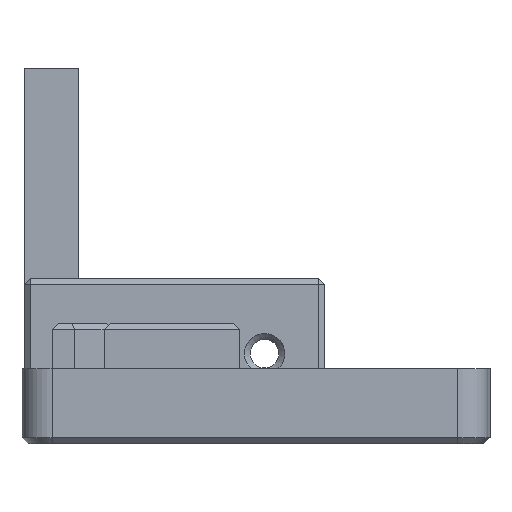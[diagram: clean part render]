
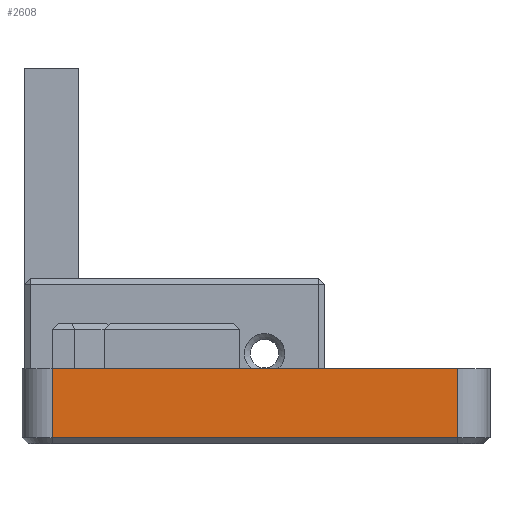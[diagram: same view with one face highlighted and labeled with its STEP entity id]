
A CAD part, front view. The second image highlights one B-rep face of the part: STEP entity #2608.
In plain terms, the highlighted planar face has unit normal (0, -1, 0).
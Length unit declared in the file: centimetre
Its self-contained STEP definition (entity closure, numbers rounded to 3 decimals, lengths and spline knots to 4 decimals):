
#58=PLANE($,#2785);
#202=FACE_OUTER_BOUND($,#360,.T.);
#360=EDGE_LOOP($,(#1882,#1883,#1884,#1885));
#586=LINE($,#3749,#922);
#590=LINE($,#3758,#926);
#591=LINE($,#3762,#927);
#592=LINE($,#3763,#928);
#922=VECTOR($,#3014,2.7);
#926=VECTOR($,#3022,0.46);
#927=VECTOR($,#3027,0.46);
#928=VECTOR($,#3028,2.7);
#1245=VERTEX_POINT($,#3706);
#1258=VERTEX_POINT($,#3743);
#1261=VERTEX_POINT($,#3757);
#1262=VERTEX_POINT($,#3761);
#1493=EDGE_CURVE($,#1245,#1258,#586,.T.);
#1497=EDGE_CURVE($,#1258,#1261,#590,.T.);
#1499=EDGE_CURVE($,#1262,#1245,#591,.T.);
#1500=EDGE_CURVE($,#1261,#1262,#592,.T.);
#1882=ORIENTED_EDGE($,*,*,#1493,.F.);
#1883=ORIENTED_EDGE($,*,*,#1499,.F.);
#1884=ORIENTED_EDGE($,*,*,#1500,.F.);
#1885=ORIENTED_EDGE($,*,*,#1497,.F.);
#2608=ADVANCED_FACE($,(#202),#58,.F.);
#2785=AXIS2_PLACEMENT_3D($,#3760,#3025,#3026);
#3014=DIRECTION($,(-1.,0.,0.));
#3022=DIRECTION($,(0.,0.,1.));
#3025=DIRECTION('center_axis',(0.,1.,0.));
#3026=DIRECTION('ref_axis',(0.,0.,1.));
#3027=DIRECTION($,(0.,0.,-1.));
#3028=DIRECTION($,(1.,0.,0.));
#3706=CARTESIAN_POINT('',(-1.15,11.5,0.04));
#3743=CARTESIAN_POINT('',(-3.85,11.5,0.04));
#3749=CARTESIAN_POINT($,(-2.5,11.5,0.04));
#3757=CARTESIAN_POINT('',(-3.85,11.5,0.5));
#3758=CARTESIAN_POINT($,(-3.85,11.5,0.25));
#3760=CARTESIAN_POINT('Origin',(-2.5,11.5,0.25));
#3761=CARTESIAN_POINT('',(-1.15,11.5,0.5));
#3762=CARTESIAN_POINT($,(-1.15,11.5,0.25));
#3763=CARTESIAN_POINT($,(-2.5,11.5,0.5));
